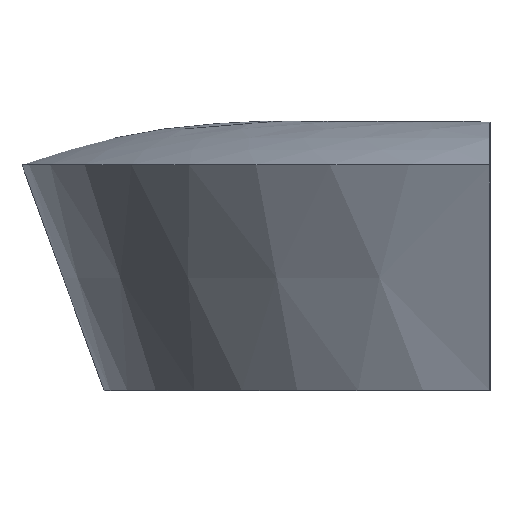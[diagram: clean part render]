
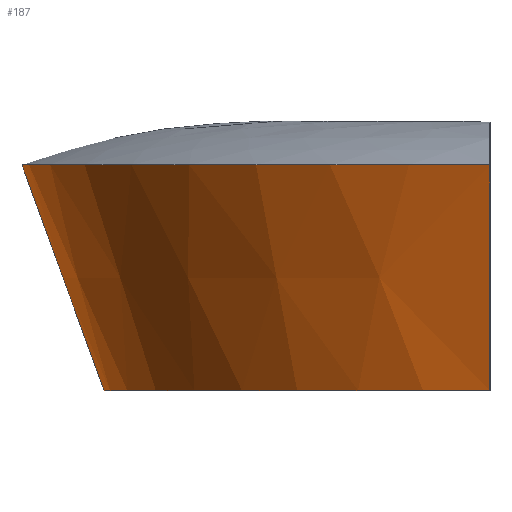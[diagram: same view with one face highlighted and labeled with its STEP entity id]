
A CAD part, left-side view. The second image highlights one B-rep face of the part: STEP entity #187.
In plain terms, the highlighted conical face has half-angle 20 degrees and reference radius 321.367 mm.
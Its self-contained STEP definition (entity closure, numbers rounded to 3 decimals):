
#33 = SURFACE_OF_REVOLUTION('',#34,#47);
#34 = B_SPLINE_CURVE_WITH_KNOTS('',3,(#35,#36,#37,#38,#39,#40,#41,#42,
    #43,#44,#45,#46),.UNSPECIFIED.,.F.,.F.,(4,1,1,1,1,1,1,1,1,4),(0.,
    19.358,38.716,58.075,77.433,
    96.791,116.149,135.507,154.866,
    174.224),.UNSPECIFIED.);
#35 = CARTESIAN_POINT('',(150.,0.,400.767));
#36 = CARTESIAN_POINT('',(156.431,0.,401.309));
#37 = CARTESIAN_POINT('',(169.318,0.,402.085));
#38 = CARTESIAN_POINT('',(188.682,0.,402.316));
#39 = CARTESIAN_POINT('',(208.035,0.,401.616));
#40 = CARTESIAN_POINT('',(227.332,0.,399.985));
#41 = CARTESIAN_POINT('',(246.528,0.,397.427));
#42 = CARTESIAN_POINT('',(265.579,0.,393.949));
#43 = CARTESIAN_POINT('',(284.44,0.,389.558));
#44 = CARTESIAN_POINT('',(303.068,0.,384.265));
#45 = CARTESIAN_POINT('',(315.303,0.,380.143));
#46 = CARTESIAN_POINT('',(321.367,0.,377.935));
#47 = AXIS1_PLACEMENT('',#48,#49);
#48 = CARTESIAN_POINT('',(0.,0.,0.));
#49 = DIRECTION('',(0.,0.,1.));
#70 = VERTEX_POINT('',#71);
#71 = CARTESIAN_POINT('',(-321.367,0.,
    377.935));
#94 = PLANE('',#95);
#95 = AXIS2_PLACEMENT_3D('',#96,#97,#98);
#96 = CARTESIAN_POINT('',(-254.722,0.,
    498.524));
#97 = DIRECTION('',(0.,1.,0.));
#98 = DIRECTION('',(0.,0.,-1.));
#115 = EDGE_CURVE('',#116,#70,#118,.T.);
#116 = VERTEX_POINT('',#117);
#117 = CARTESIAN_POINT('',(321.367,0.,377.935));
#118 = SURFACE_CURVE('',#119,(#124,#131),.PCURVE_S1.);
#119 = CIRCLE('',#120,321.367);
#120 = AXIS2_PLACEMENT_3D('',#121,#122,#123);
#121 = CARTESIAN_POINT('',(0.,0.,377.935));
#122 = DIRECTION('',(0.,0.,1.));
#123 = DIRECTION('',(1.,0.,0.));
#124 = PCURVE('',#33,#125);
#125 = DEFINITIONAL_REPRESENTATION('',(#126),#130);
#126 = LINE('',#127,#128);
#127 = CARTESIAN_POINT('',(0.,174.224));
#128 = VECTOR('',#129,1.);
#129 = DIRECTION('',(1.,0.));
#130 = ( GEOMETRIC_REPRESENTATION_CONTEXT(2) 
PARAMETRIC_REPRESENTATION_CONTEXT() REPRESENTATION_CONTEXT('2D SPACE',''
  ) );
#131 = PCURVE('',#132,#137);
#132 = CONICAL_SURFACE('',#133,321.367,0.349);
#133 = AXIS2_PLACEMENT_3D('',#134,#135,#136);
#134 = CARTESIAN_POINT('',(0.,0.,377.935));
#135 = DIRECTION('',(0.,0.,1.));
#136 = DIRECTION('',(1.,0.,0.));
#137 = DEFINITIONAL_REPRESENTATION('',(#138),#142);
#138 = LINE('',#139,#140);
#139 = CARTESIAN_POINT('',(0.,0.));
#140 = VECTOR('',#141,1.);
#141 = DIRECTION('',(1.,0.));
#142 = ( GEOMETRIC_REPRESENTATION_CONTEXT(2) 
PARAMETRIC_REPRESENTATION_CONTEXT() REPRESENTATION_CONTEXT('2D SPACE',''
  ) );
#167 = PLANE('',#168);
#168 = AXIS2_PLACEMENT_3D('',#169,#170,#171);
#169 = CARTESIAN_POINT('',(254.722,0.,498.524));
#170 = DIRECTION('',(-0.,-1.,-0.));
#171 = DIRECTION('',(0.,0.,-1.));
#187 = ADVANCED_FACE('',(#188),#132,.T.);
#188 = FACE_BOUND('',#189,.T.);
#189 = EDGE_LOOP('',(#190,#233,#254,#255));
#190 = ORIENTED_EDGE('',*,*,#191,.F.);
#191 = EDGE_CURVE('',#192,#194,#196,.T.);
#192 = VERTEX_POINT('',#193);
#193 = CARTESIAN_POINT('',(389.771,0.,565.874));
#194 = VERTEX_POINT('',#195);
#195 = CARTESIAN_POINT('',(-389.771,0.,
    565.874));
#196 = SURFACE_CURVE('',#197,(#202,#209),.PCURVE_S1.);
#197 = CIRCLE('',#198,389.771);
#198 = AXIS2_PLACEMENT_3D('',#199,#200,#201);
#199 = CARTESIAN_POINT('',(0.,0.,565.874));
#200 = DIRECTION('',(0.,0.,1.));
#201 = DIRECTION('',(1.,0.,0.));
#202 = PCURVE('',#132,#203);
#203 = DEFINITIONAL_REPRESENTATION('',(#204),#208);
#204 = LINE('',#205,#206);
#205 = CARTESIAN_POINT('',(0.,187.939));
#206 = VECTOR('',#207,1.);
#207 = DIRECTION('',(1.,0.));
#208 = ( GEOMETRIC_REPRESENTATION_CONTEXT(2) 
PARAMETRIC_REPRESENTATION_CONTEXT() REPRESENTATION_CONTEXT('2D SPACE',''
  ) );
#209 = PCURVE('',#210,#227);
#210 = SURFACE_OF_REVOLUTION('',#211,#224);
#211 = B_SPLINE_CURVE_WITH_KNOTS('',3,(#212,#213,#214,#215,#216,#217,
    #218,#219,#220,#221,#222,#223),.UNSPECIFIED.,.F.,.F.,(4,1,1,1,1,1,1,
    1,1,4),(0.,27.112,54.225,81.337,
    108.449,135.562,162.674,189.786,
    216.899,244.011),.UNSPECIFIED.);
#212 = CARTESIAN_POINT('',(389.771,0.,565.874));
#213 = CARTESIAN_POINT('',(381.278,0.,568.965));
#214 = CARTESIAN_POINT('',(364.152,0.,574.765));
#215 = CARTESIAN_POINT('',(338.099,0.,582.3));
#216 = CARTESIAN_POINT('',(311.732,0.,588.655));
#217 = CARTESIAN_POINT('',(285.106,0.,593.816));
#218 = CARTESIAN_POINT('',(258.275,0.,597.774));
#219 = CARTESIAN_POINT('',(231.293,0.,600.52));
#220 = CARTESIAN_POINT('',(204.214,0.,602.048));
#221 = CARTESIAN_POINT('',(177.095,0.,602.356));
#222 = CARTESIAN_POINT('',(159.024,0.,601.748));
#223 = CARTESIAN_POINT('',(150.,0.,601.24));
#224 = AXIS1_PLACEMENT('',#225,#226);
#225 = CARTESIAN_POINT('',(0.,0.,0.));
#226 = DIRECTION('',(0.,0.,1.));
#227 = DEFINITIONAL_REPRESENTATION('',(#228),#232);
#228 = LINE('',#229,#230);
#229 = CARTESIAN_POINT('',(0.,0.));
#230 = VECTOR('',#231,1.);
#231 = DIRECTION('',(1.,0.));
#232 = ( GEOMETRIC_REPRESENTATION_CONTEXT(2) 
PARAMETRIC_REPRESENTATION_CONTEXT() REPRESENTATION_CONTEXT('2D SPACE',''
  ) );
#233 = ORIENTED_EDGE('',*,*,#234,.F.);
#234 = EDGE_CURVE('',#116,#192,#235,.T.);
#235 = SURFACE_CURVE('',#236,(#240,#247),.PCURVE_S1.);
#236 = LINE('',#237,#238);
#237 = CARTESIAN_POINT('',(321.367,0.,377.935));
#238 = VECTOR('',#239,1.);
#239 = DIRECTION('',(0.342,0.,0.94));
#240 = PCURVE('',#132,#241);
#241 = DEFINITIONAL_REPRESENTATION('',(#242),#246);
#242 = LINE('',#243,#244);
#243 = CARTESIAN_POINT('',(0.,0.));
#244 = VECTOR('',#245,1.);
#245 = DIRECTION('',(0.,1.));
#246 = ( GEOMETRIC_REPRESENTATION_CONTEXT(2) 
PARAMETRIC_REPRESENTATION_CONTEXT() REPRESENTATION_CONTEXT('2D SPACE',''
  ) );
#247 = PCURVE('',#167,#248);
#248 = DEFINITIONAL_REPRESENTATION('',(#249),#253);
#249 = LINE('',#250,#251);
#250 = CARTESIAN_POINT('',(120.589,66.645));
#251 = VECTOR('',#252,1.);
#252 = DIRECTION('',(-0.94,0.342));
#253 = ( GEOMETRIC_REPRESENTATION_CONTEXT(2) 
PARAMETRIC_REPRESENTATION_CONTEXT() REPRESENTATION_CONTEXT('2D SPACE',''
  ) );
#254 = ORIENTED_EDGE('',*,*,#115,.T.);
#255 = ORIENTED_EDGE('',*,*,#256,.T.);
#256 = EDGE_CURVE('',#70,#194,#257,.T.);
#257 = SURFACE_CURVE('',#258,(#262,#269),.PCURVE_S1.);
#258 = LINE('',#259,#260);
#259 = CARTESIAN_POINT('',(-321.367,0.,
    377.935));
#260 = VECTOR('',#261,1.);
#261 = DIRECTION('',(-0.342,0.,0.94)
  );
#262 = PCURVE('',#132,#263);
#263 = DEFINITIONAL_REPRESENTATION('',(#264),#268);
#264 = LINE('',#265,#266);
#265 = CARTESIAN_POINT('',(3.142,0.));
#266 = VECTOR('',#267,1.);
#267 = DIRECTION('',(0.,1.));
#268 = ( GEOMETRIC_REPRESENTATION_CONTEXT(2) 
PARAMETRIC_REPRESENTATION_CONTEXT() REPRESENTATION_CONTEXT('2D SPACE',''
  ) );
#269 = PCURVE('',#94,#270);
#270 = DEFINITIONAL_REPRESENTATION('',(#271),#275);
#271 = LINE('',#272,#273);
#272 = CARTESIAN_POINT('',(120.589,66.645));
#273 = VECTOR('',#274,1.);
#274 = DIRECTION('',(-0.94,0.342));
#275 = ( GEOMETRIC_REPRESENTATION_CONTEXT(2) 
PARAMETRIC_REPRESENTATION_CONTEXT() REPRESENTATION_CONTEXT('2D SPACE',''
  ) );
